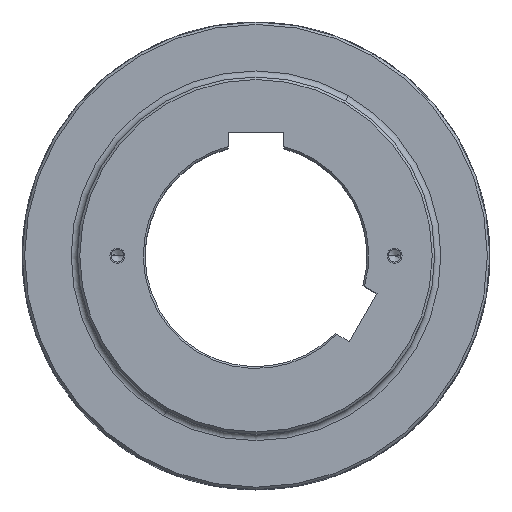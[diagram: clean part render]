
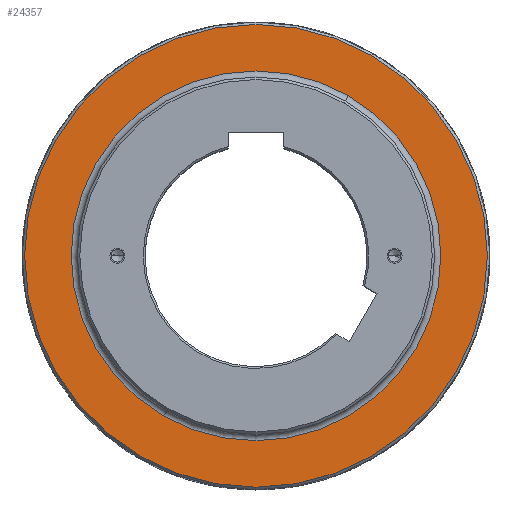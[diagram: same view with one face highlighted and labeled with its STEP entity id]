
A CAD part, top view. The second image highlights one B-rep face of the part: STEP entity #24357.
In plain terms, the highlighted planar face has unit normal (0, 0, 1).
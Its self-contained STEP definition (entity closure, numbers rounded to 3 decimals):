
#7638=CARTESIAN_POINT('',(0.,0.,80.));
#7639=DIRECTION('',(0.,0.,1.));
#7640=DIRECTION('',(0.5,0.866,0.));
#7641=AXIS2_PLACEMENT_3D('',#7638,#7639,#7640);
#7643=CARTESIAN_POINT('',(0.,0.,80.));
#7644=DIRECTION('',(0.,0.,-1.));
#7645=DIRECTION('',(0.5,0.866,0.));
#7646=AXIS2_PLACEMENT_3D('',#7643,#7644,#7645);
#7658=CARTESIAN_POINT('',(0.,0.,80.));
#7659=DIRECTION('',(0.,0.,-1.));
#7660=DIRECTION('',(-0.5,-0.866,0.));
#7661=AXIS2_PLACEMENT_3D('',#7658,#7659,#7660);
#7678=CARTESIAN_POINT('',(0.,0.,80.));
#7679=DIRECTION('',(0.,0.,1.));
#7680=DIRECTION('',(-0.5,-0.866,0.));
#7681=AXIS2_PLACEMENT_3D('',#7678,#7679,#7680);
#9062=CARTESIAN_POINT('',(-75.,-129.904,80.));
#9063=VERTEX_POINT('',#9062);
#9064=CARTESIAN_POINT('',(75.,129.904,80.));
#9065=VERTEX_POINT('',#9064);
#9070=CARTESIAN_POINT('',(-93.875,-162.596,80.));
#9071=VERTEX_POINT('',#9070);
#9072=CARTESIAN_POINT('',(93.875,162.596,80.));
#9073=VERTEX_POINT('',#9072);
#24342=CARTESIAN_POINT('',(0.,0.,80.));
#24343=DIRECTION('',(0.,0.,-1.));
#24344=DIRECTION('',(0.,-1.,0.));
#24345=AXIS2_PLACEMENT_3D('',#24342,#24343,#24344);
#24346=PLANE('',#24345);
#24347=ORIENTED_EDGE('',*,*,#24324,.F.);
#24348=ORIENTED_EDGE('',*,*,#24335,.T.);
#24349=EDGE_LOOP('',(#24347,#24348));
#24350=FACE_OUTER_BOUND('',#24349,.F.);
#24352=ORIENTED_EDGE('',*,*,#24351,.F.);
#24354=ORIENTED_EDGE('',*,*,#24353,.T.);
#24355=EDGE_LOOP('',(#24352,#24354));
#24356=FACE_BOUND('',#24355,.F.);
#24357=ADVANCED_FACE('',(#24350,#24356),#24346,.F.);
#7642=CIRCLE('',#7641,187.75);
#7647=CIRCLE('',#7646,187.75);
#7662=CIRCLE('',#7661,150.);
#7682=CIRCLE('',#7681,150.);
#24324=EDGE_CURVE('',#9073,#9071,#7642,.T.);
#24335=EDGE_CURVE('',#9073,#9071,#7647,.T.);
#24351=EDGE_CURVE('',#9063,#9065,#7662,.T.);
#24353=EDGE_CURVE('',#9063,#9065,#7682,.T.);
